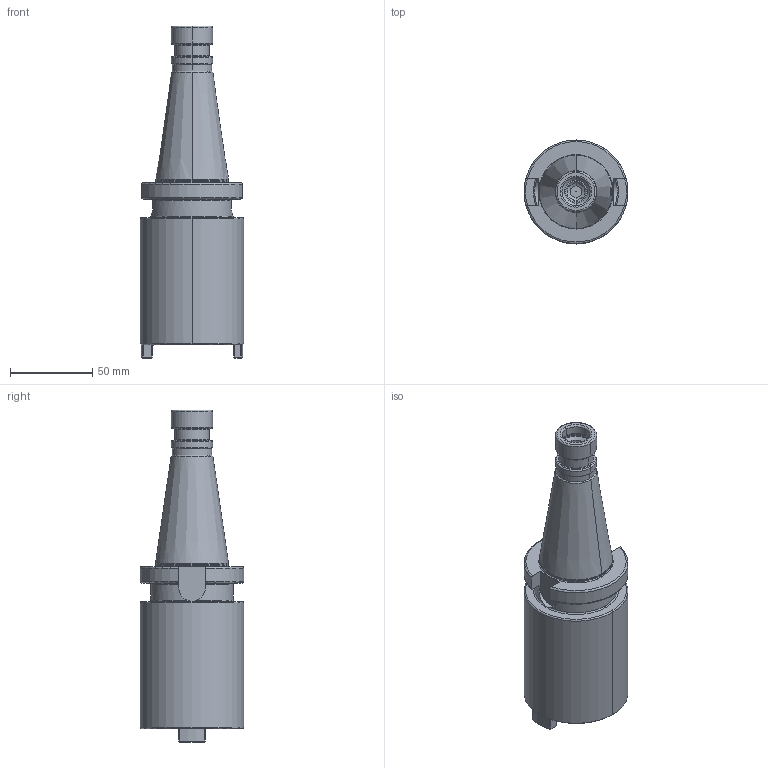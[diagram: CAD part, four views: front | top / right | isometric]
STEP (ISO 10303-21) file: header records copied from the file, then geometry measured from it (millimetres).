
FILE_DESCRIPTION((''),'2;1');
FILE_NAME('401_09_40','2020-09-04T',('103090'),(''),'CREO PARAMETRIC BY PTC INC, 2016260','CREO PARAMETRIC BY PTC INC, 2016260','');
FILE_SCHEMA(('CONFIG_CONTROL_DESIGN'));
Length unit declared in the file: millimetre
Products named in the file (1): 401_09_40
Bounding box: 63 x 63 x 201.4 mm (x, y, z)
Volume: 279986.8 mm3; surface area: 54231.6 mm2
Topology: 1 solids, 1 shells, 197 faces, 457 edges, 270 vertices
Faces by surface type: plane 74, cylinder 45, cone 43, torus 33, bspline 2
Entity records: 6031 total; most frequent: CARTESIAN_POINT 1491, DIRECTION 985, ORIENTED_EDGE 914, EDGE_CURVE 457, AXIS2_PLACEMENT_3D 390, VERTEX_POINT 270, EDGE_LOOP 211, VECTOR 205
